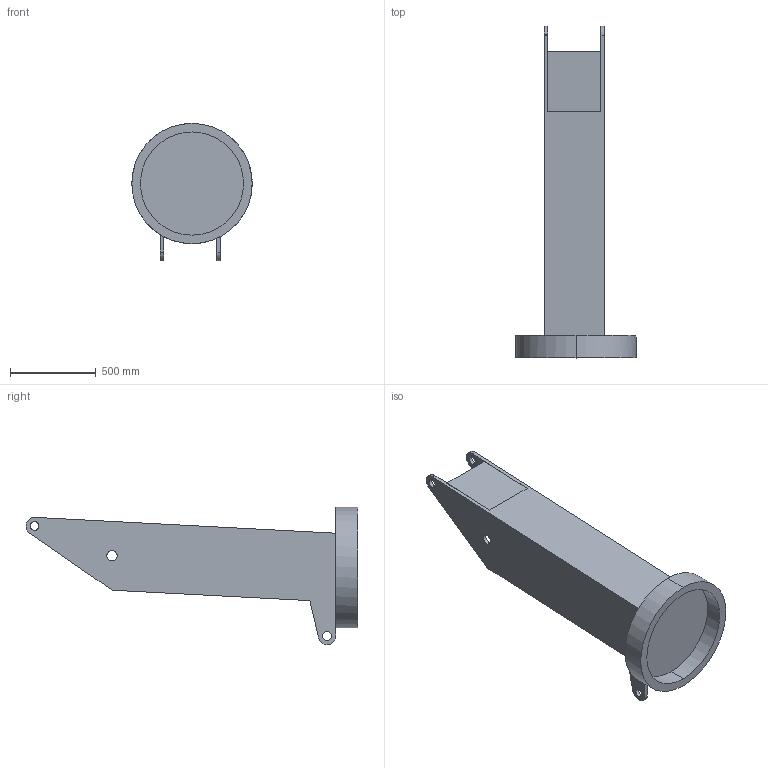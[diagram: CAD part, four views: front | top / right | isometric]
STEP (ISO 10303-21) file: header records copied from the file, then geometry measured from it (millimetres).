
FILE_DESCRIPTION (( 'STEP AP203' ), '1' );
FILE_NAME ('prvi_clanak_Default_sldprt.STEP', '2019-03-29T15:34:33', ( '' ), ( '' ), 'SwSTEP 2.0', 'SolidWorks 2018', '' );
FILE_SCHEMA (( 'CONFIG_CONTROL_DESIGN' ));
Length unit declared in the file: millimetre
Products named in the file (1): prvi_clanak_Default_sldprt
Bounding box: 700 x 1929.94 x 798.36 mm (x, y, z)
Volume: 68764106.7 mm3; surface area: 5781187.6 mm2
Topology: 2 solids, 2 shells, 52 faces, 135 edges, 88 vertices
Faces by surface type: plane 30, cylinder 22
Entity records: 1698 total; most frequent: DIRECTION 289, CARTESIAN_POINT 276, ORIENTED_EDGE 270, EDGE_CURVE 135, AXIS2_PLACEMENT_3D 101, VERTEX_POINT 88, LINE 87, VECTOR 87
